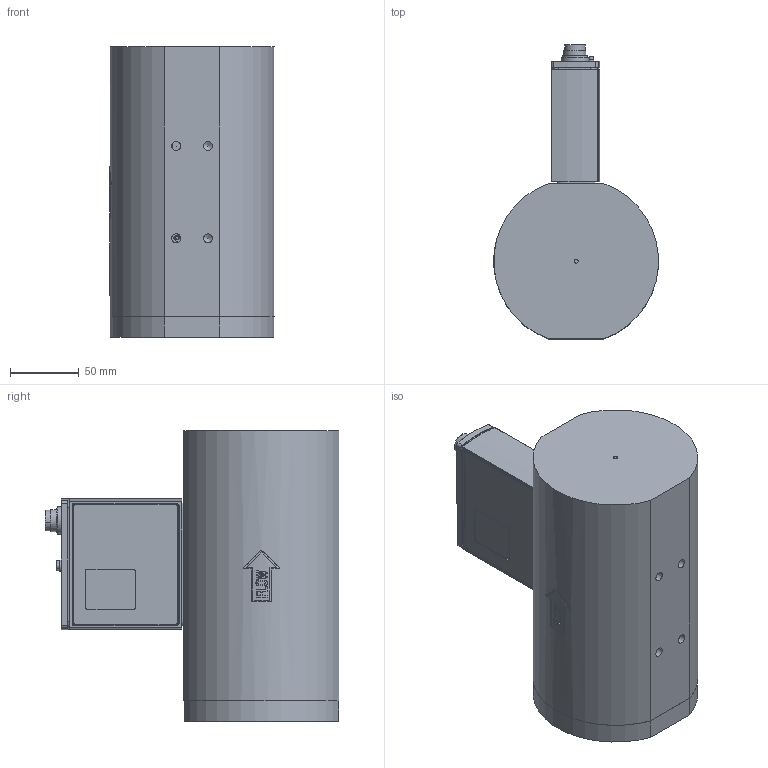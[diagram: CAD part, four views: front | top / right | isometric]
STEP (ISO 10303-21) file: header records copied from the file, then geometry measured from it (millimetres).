
FILE_DESCRIPTION(/* description */ (''),/* implementation_level */ '2;1');
FILE_NAME(/* name */ 'M+W D-6390.stp',/* time_stamp */ '2019-03-11T15:45:08+01:00',/* author */ ('marleen'),/* organization */ (''),/* preprocessor_version */ 'ST-DEVELOPER v17',/* originating_system */ 'Autodesk Inventor 2018',/* authorisation */ '');
FILE_SCHEMA (('AUTOMOTIVE_DESIGN { 1 0 10303 214 3 1 1 }'));
Length unit declared in the file: millimetre
Products named in the file (1): Part10
Bounding box: 119.3 x 213.2 x 210.7 mm (x, y, z)
Volume: 2598159.8 mm3; surface area: 152031.7 mm2
Topology: 3 solids, 11 shells, 447 faces, 1194 edges, 869 vertices
Faces by surface type: plane 219, cylinder 133, bspline 53, cone 21, torus 13, sphere 8
Full cylindrical faces by diameter (mm): 1 x8, 2.013 x2, 2.459 x7, 2.88 x2, 3 x6, 3.4 x4, 3.75 x2, 4 x2, 5.4 x1, 5.5 x3, 6 x3, 6.647 x4, 6.7 x1, 8.3 x1, 13 x6, 14 x6, 14.5 x1, 15 x1, 16 x2, 18 x1, 18.1 x1, 20 x1, 99.5 x1
Entity records: 15485 total; most frequent: CARTESIAN_POINT 3997, DIRECTION 2278, ORIENTED_EDGE 2266, EDGE_CURVE 1133, AXIS2_PLACEMENT_3D 881, VERTEX_POINT 785, EDGE_LOOP 534, LINE 516
